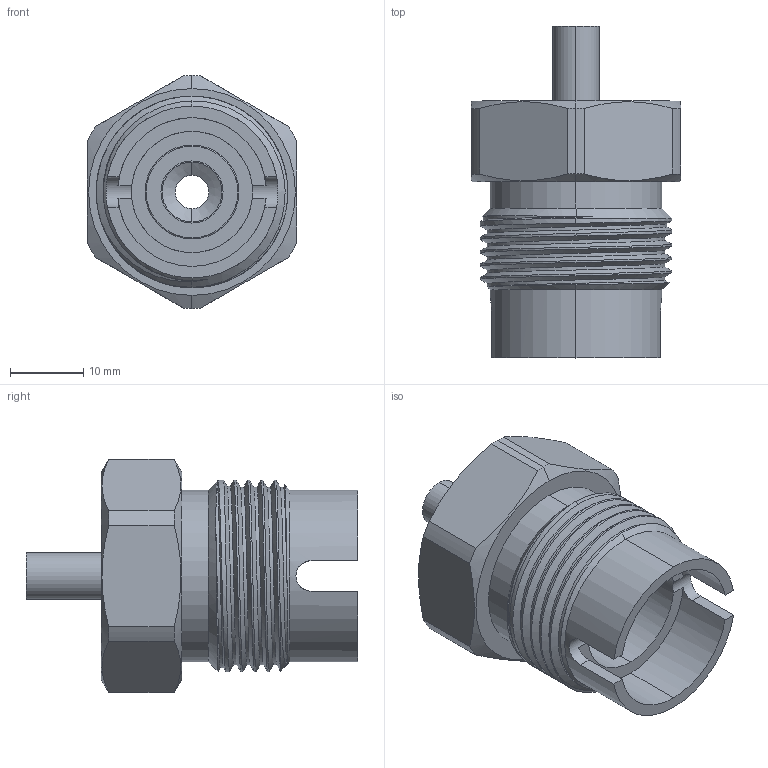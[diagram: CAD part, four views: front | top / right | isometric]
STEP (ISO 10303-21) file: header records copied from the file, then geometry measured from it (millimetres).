
FILE_DESCRIPTION (( 'STEP AP203' ), '1' );
FILE_NAME ('AD-632MSS-4TS.STEP', '2025-08-05T19:36:31', ( '' ), ( '' ), 'SwSTEP 2.0', 'SolidWorks 2018', '' );
FILE_SCHEMA (( 'CONFIG_CONTROL_DESIGN' ));
Length unit declared in the file: inch
Products named in the file (1): AD-632MSS-4TS
Bounding box: 28.57 x 45.21 x 31.75 mm (x, y, z)
Volume: 13938.2 mm3; surface area: 6214.6 mm2
Topology: 1 solids, 1 shells, 164 faces, 446 edges, 297 vertices
Faces by surface type: plane 59, bspline 55, cylinder 36, cone 12, torus 2
Entity records: 11887 total; most frequent: CARTESIAN_POINT 8084, ORIENTED_EDGE 892, DIRECTION 565, EDGE_CURVE 446, VERTEX_POINT 297, VECTOR 211, LINE 211, EDGE_LOOP 179
